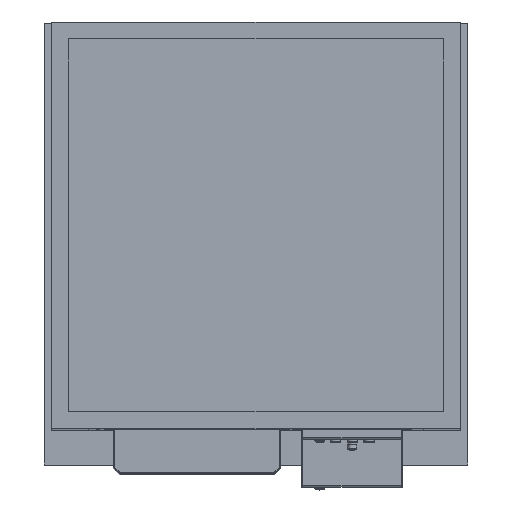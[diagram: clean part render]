
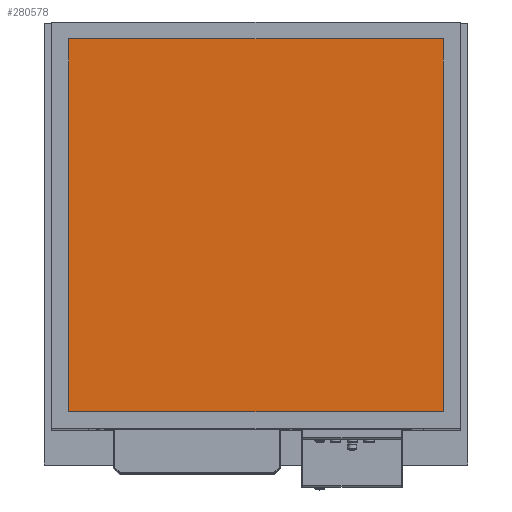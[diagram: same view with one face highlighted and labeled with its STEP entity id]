
A CAD part, top view. The second image highlights one B-rep face of the part: STEP entity #280578.
In plain terms, the highlighted planar face has unit normal (0, 0, 1).
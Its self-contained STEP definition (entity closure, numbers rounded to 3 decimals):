
#280477=CARTESIAN_POINT('',(552.5,601.6,2256.4));
#280478=VERTEX_POINT('',#280477);
#280485=CARTESIAN_POINT('',(552.5,-498.4,2256.4));
#280486=VERTEX_POINT('',#280485);
#280487=CARTESIAN_POINT('',(552.5,-498.4,2256.4));
#280488=DIRECTION('',(0.,1.,0.));
#280489=VECTOR('',#280488,1100.);
#280490=LINE('',#280487,#280489);
#280491=EDGE_CURVE('',#280486,#280478,#280490,.T.);
#280508=CARTESIAN_POINT('',(-552.5,601.6,2256.4));
#280509=VERTEX_POINT('',#280508);
#280516=CARTESIAN_POINT('',(-552.5,601.6,2256.4));
#280517=DIRECTION('',(1.,0.,-0.));
#280518=VECTOR('',#280517,1105.);
#280519=LINE('',#280516,#280518);
#280520=EDGE_CURVE('',#280509,#280478,#280519,.T.);
#280532=CARTESIAN_POINT('',(-552.5,-498.4,2256.4));
#280533=VERTEX_POINT('',#280532);
#280540=CARTESIAN_POINT('',(-552.5,601.6,2256.4));
#280541=DIRECTION('',(-0.,-1.,0.));
#280542=VECTOR('',#280541,1100.);
#280543=LINE('',#280540,#280542);
#280544=EDGE_CURVE('',#280509,#280533,#280543,.T.);
#280557=CARTESIAN_POINT('',(-552.5,-498.4,2256.4));
#280558=DIRECTION('',(1.,0.,0.));
#280559=VECTOR('',#280558,1105.);
#280560=LINE('',#280557,#280559);
#280561=EDGE_CURVE('',#280533,#280486,#280560,.T.);
#280567=CARTESIAN_POINT('',(0.,0.,2256.4));
#280568=DIRECTION('',(0.,0.,1.));
#280569=DIRECTION('',(1.,0.,0.));
#280570=AXIS2_PLACEMENT_3D('',#280567,#280568,#280569);
#280571=PLANE('',#280570);
#280572=ORIENTED_EDGE('',*,*,#280491,.T.);
#280573=ORIENTED_EDGE('',*,*,#280520,.F.);
#280574=ORIENTED_EDGE('',*,*,#280544,.T.);
#280575=ORIENTED_EDGE('',*,*,#280561,.T.);
#280576=EDGE_LOOP('',(#280572,#280573,#280574,#280575));
#280577=FACE_BOUND('',#280576,.T.);
#280578=ADVANCED_FACE('',(#280577),#280571,.T.);
